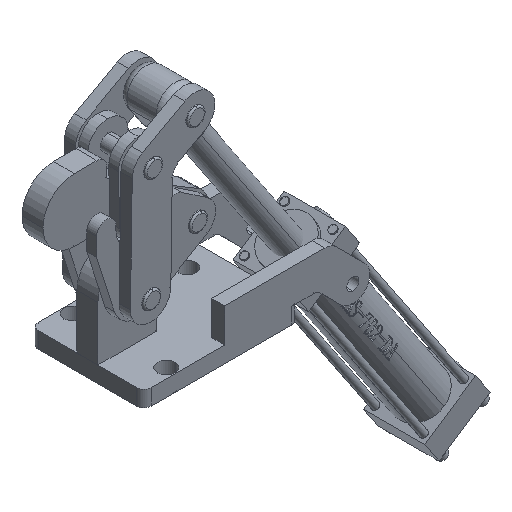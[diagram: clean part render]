
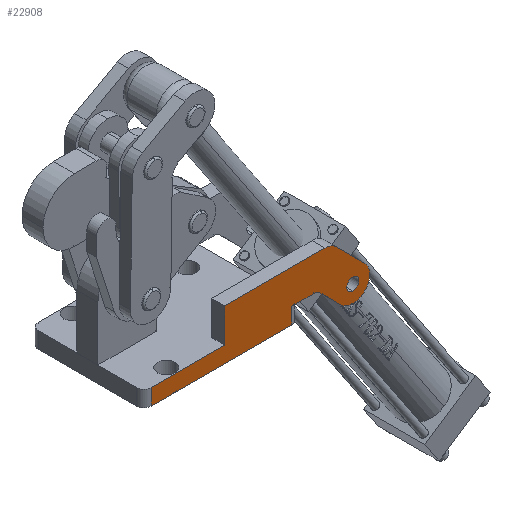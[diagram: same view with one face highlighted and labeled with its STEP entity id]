
A CAD part, isometric view. The second image highlights one B-rep face of the part: STEP entity #22908.
In plain terms, the highlighted planar face has unit normal (0, -1, 0).
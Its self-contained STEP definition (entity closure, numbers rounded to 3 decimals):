
#66 = AXIS2_PLACEMENT_3D ( 'NONE', #6591, #6597, #6598 ) ;
#192 = AXIS2_PLACEMENT_3D ( 'NONE', #16738, #16740, #16742 ) ;
#214 = AXIS2_PLACEMENT_3D ( 'NONE', #17011, #17013, #17015 ) ;
#216 = AXIS2_PLACEMENT_3D ( 'NONE', #17027, #17029, #17031 ) ;
#220 = AXIS2_PLACEMENT_3D ( 'NONE', #17100, #17102, #17103 ) ;
#221 = AXIS2_PLACEMENT_3D ( 'NONE', #17110, #17111, #17113 ) ;
#223 = AXIS2_PLACEMENT_3D ( 'NONE', #17134, #17136, #17138 ) ;
#6591 = CARTESIAN_POINT ( 'NONE',  ( -48., -35., 10. ) ) ;
#6592 = PLANE ( 'NONE',  #66 ) ;
#6597 = DIRECTION ( 'NONE',  ( 0., 1., 0. ) ) ;
#6598 = DIRECTION ( 'NONE',  ( 0., 0., 1. ) ) ;
#7296 = ORIENTED_EDGE ( 'NONE', *, *, #25802, .T. ) ;
#7297 = ORIENTED_EDGE ( 'NONE', *, *, #25800, .T. ) ;
#7298 = ORIENTED_EDGE ( 'NONE', *, *, #25797, .T. ) ;
#7401 = ORIENTED_EDGE ( 'NONE', *, *, #25734, .F. ) ;
#7672 = EDGE_LOOP ( 'NONE', ( #14295, #7401 ) ) ;
#7696 = EDGE_LOOP ( 'NONE', ( #7785, #7779, #7939, #7921, #8077, #8169, #14102, #14408, #7296, #7298, #7787, #9668, #7297 ) ) ;
#7779 = ORIENTED_EDGE ( 'NONE', *, *, #25792, .T. ) ;
#7785 = ORIENTED_EDGE ( 'NONE', *, *, #25741, .F. ) ;
#7787 = ORIENTED_EDGE ( 'NONE', *, *, #25798, .T. ) ;
#7921 = ORIENTED_EDGE ( 'NONE', *, *, #25793, .T. ) ;
#7939 = ORIENTED_EDGE ( 'NONE', *, *, #25714, .T. ) ;
#8077 = ORIENTED_EDGE ( 'NONE', *, *, #25794, .T. ) ;
#8169 = ORIENTED_EDGE ( 'NONE', *, *, #25796, .T. ) ;
#9668 = ORIENTED_EDGE ( 'NONE', *, *, #25799, .T. ) ;
#10800 = FACE_OUTER_BOUND ( 'NONE', #7696, .T. ) ;
#10806 = FACE_BOUND ( 'NONE', #7672, .T. ) ;
#11338 = CARTESIAN_POINT ( 'NONE',  ( 2., -35., 31. ) ) ;
#11354 = CARTESIAN_POINT ( 'NONE',  ( 43.5, -35., 0. ) ) ;
#11363 = CARTESIAN_POINT ( 'NONE',  ( 61.115, -35., 8.536 ) ) ;
#11369 = CARTESIAN_POINT ( 'NONE',  ( 71.278, -35., 28.071 ) ) ;
#11382 = CARTESIAN_POINT ( 'NONE',  ( 88.925, -35., 10.425 ) ) ;
#11401 = CARTESIAN_POINT ( 'NONE',  ( 2., -35., 10. ) ) ;
#11445 = CARTESIAN_POINT ( 'NONE',  ( -43.5, -35., 0. ) ) ;
#11449 = CARTESIAN_POINT ( 'NONE',  ( 81.5, -35., -7.5 ) ) ;
#11465 = CARTESIAN_POINT ( 'NONE',  ( 81.5, -35., 6.75 ) ) ;
#14102 = ORIENTED_EDGE ( 'NONE', *, *, #25795, .T. ) ;
#14295 = ORIENTED_EDGE ( 'NONE', *, *, #25781, .F. ) ;
#14408 = ORIENTED_EDGE ( 'NONE', *, *, #25783, .T. ) ;
#16212 = VERTEX_POINT ( 'NONE', #11338 ) ;
#16228 = VERTEX_POINT ( 'NONE', #11354 ) ;
#16239 = VERTEX_POINT ( 'NONE', #11363 ) ;
#16245 = VERTEX_POINT ( 'NONE', #11369 ) ;
#16258 = VERTEX_POINT ( 'NONE', #11382 ) ;
#16277 = VERTEX_POINT ( 'NONE', #11401 ) ;
#16321 = VERTEX_POINT ( 'NONE', #11445 ) ;
#16325 = VERTEX_POINT ( 'NONE', #11449 ) ;
#16341 = VERTEX_POINT ( 'NONE', #11465 ) ;
#16418 = CARTESIAN_POINT ( 'NONE',  ( 74.075, -35., -4.425 ) ) ;
#16419 = CARTESIAN_POINT ( 'NONE',  ( 81.5, -35., -0.75 ) ) ;
#16424 = CARTESIAN_POINT ( 'NONE',  ( 64.207, -35., 31. ) ) ;
#16425 = CARTESIAN_POINT ( 'NONE',  ( 57.58, -35., 10. ) ) ;
#16442 = CARTESIAN_POINT ( 'NONE',  ( 43.5, -35., 10. ) ) ;
#16449 = CARTESIAN_POINT ( 'NONE',  ( -43.5, -35., 10. ) ) ;
#16609 = CARTESIAN_POINT ( 'NONE',  ( -48., -35., 0. ) ) ;
#16619 = DIRECTION ( 'NONE',  ( 1., 0., 0. ) ) ;
#16738 = CARTESIAN_POINT ( 'NONE',  ( 81.5, -35., 3. ) ) ;
#16740 = DIRECTION ( 'NONE',  ( 0., -1., 0. ) ) ;
#16742 = DIRECTION ( 'NONE',  ( 0., 0., -1. ) ) ;
#16766 = CARTESIAN_POINT ( 'NONE',  ( -48., -35., 10. ) ) ;
#16778 = DIRECTION ( 'NONE',  ( 1., 0., 0. ) ) ;
#16812 = LINE ( 'NONE', #16609, #16820 ) ;
#16820 = VECTOR ( 'NONE', #16619, 1000. ) ;
#16862 = CIRCLE ( 'NONE', #192, 3.75 ) ;
#16882 = LINE ( 'NONE', #16766, #16890 ) ;
#16890 = VECTOR ( 'NONE', #16778, 1000. ) ;
#16992 = CIRCLE ( 'NONE', #214, 3.75 ) ;
#16995 = CIRCLE ( 'NONE', #216, 10.5 ) ;
#17011 = CARTESIAN_POINT ( 'NONE',  ( 81.5, -35., 3. ) ) ;
#17013 = DIRECTION ( 'NONE',  ( 0., -1., 0. ) ) ;
#17015 = DIRECTION ( 'NONE',  ( 0., 0., -1. ) ) ;
#17017 = LINE ( 'NONE', #17076, #17023 ) ;
#17021 = LINE ( 'NONE', #17081, #17028 ) ;
#17023 = VECTOR ( 'NONE', #17079, 1000. ) ;
#17025 = LINE ( 'NONE', #17085, #17032 ) ;
#17027 = CARTESIAN_POINT ( 'NONE',  ( 81.5, -35., 3. ) ) ;
#17028 = VECTOR ( 'NONE', #17083, 1000. ) ;
#17029 = DIRECTION ( 'NONE',  ( 0., -1., 0. ) ) ;
#17030 = LINE ( 'NONE', #17090, #17034 ) ;
#17031 = DIRECTION ( 'NONE',  ( 0., 0., 1. ) ) ;
#17032 = VECTOR ( 'NONE', #17088, 1000. ) ;
#17033 = CIRCLE ( 'NONE', #220, 5. ) ;
#17034 = VECTOR ( 'NONE', #17092, 1000. ) ;
#17036 = LINE ( 'NONE', #17061, #17040 ) ;
#17039 = CIRCLE ( 'NONE', #221, 10. ) ;
#17040 = VECTOR ( 'NONE', #17063, 1000. ) ;
#17042 = LINE ( 'NONE', #17095, #17045 ) ;
#17043 = LINE ( 'NONE', #17116, #17049 ) ;
#17045 = VECTOR ( 'NONE', #17098, 1000. ) ;
#17049 = VECTOR ( 'NONE', #17119, 1000. ) ;
#17050 = CIRCLE ( 'NONE', #223, 10.5 ) ;
#17061 = CARTESIAN_POINT ( 'NONE',  ( 71.278, -35., 28.071 ) ) ;
#17063 = DIRECTION ( 'NONE',  ( -0.707, 0., 0.707 ) ) ;
#17076 = CARTESIAN_POINT ( 'NONE',  ( -43.5, -35., 10. ) ) ;
#17079 = DIRECTION ( 'NONE',  ( 0., 0., -1. ) ) ;
#17081 = CARTESIAN_POINT ( 'NONE',  ( 43.5, -35., 10. ) ) ;
#17083 = DIRECTION ( 'NONE',  ( 0., 0., 1. ) ) ;
#17085 = CARTESIAN_POINT ( 'NONE',  ( 57.58, -35., 10. ) ) ;
#17088 = DIRECTION ( 'NONE',  ( 1., 0., 0. ) ) ;
#17090 = CARTESIAN_POINT ( 'NONE',  ( 74.075, -35., -4.425 ) ) ;
#17092 = DIRECTION ( 'NONE',  ( 0.707, 0., -0.707 ) ) ;
#17095 = CARTESIAN_POINT ( 'NONE',  ( 2., -35., 31. ) ) ;
#17098 = DIRECTION ( 'NONE',  ( -1., 0., 0. ) ) ;
#17100 = CARTESIAN_POINT ( 'NONE',  ( 57.58, -35., 5. ) ) ;
#17102 = DIRECTION ( 'NONE',  ( 0., 1., 0. ) ) ;
#17103 = DIRECTION ( 'NONE',  ( 0., 0., -1. ) ) ;
#17110 = CARTESIAN_POINT ( 'NONE',  ( 64.207, -35., 21. ) ) ;
#17111 = DIRECTION ( 'NONE',  ( 0., -1., 0. ) ) ;
#17113 = DIRECTION ( 'NONE',  ( 0., 0., 1. ) ) ;
#17116 = CARTESIAN_POINT ( 'NONE',  ( 2., -35., 10. ) ) ;
#17119 = DIRECTION ( 'NONE',  ( 0., 0., -1. ) ) ;
#17134 = CARTESIAN_POINT ( 'NONE',  ( 81.5, -35., 3. ) ) ;
#17136 = DIRECTION ( 'NONE',  ( 0., -1., 0. ) ) ;
#17138 = DIRECTION ( 'NONE',  ( 0., 0., 1. ) ) ;
#22908 = ADVANCED_FACE ( 'NONE', ( #10800, #10806 ), #6592, .F. ) ;
#24471 = VERTEX_POINT ( 'NONE', #16418 ) ;
#24473 = VERTEX_POINT ( 'NONE', #16419 ) ;
#24479 = VERTEX_POINT ( 'NONE', #16424 ) ;
#24480 = VERTEX_POINT ( 'NONE', #16425 ) ;
#24497 = VERTEX_POINT ( 'NONE', #16442 ) ;
#24504 = VERTEX_POINT ( 'NONE', #16449 ) ;
#25714 = EDGE_CURVE ( 'NONE', #16321, #16228, #16812, .T. ) ;
#25734 = EDGE_CURVE ( 'NONE', #16341, #24473, #16862, .T. ) ;
#25741 = EDGE_CURVE ( 'NONE', #24504, #16277, #16882, .T. ) ;
#25781 = EDGE_CURVE ( 'NONE', #24473, #16341, #16992, .T. ) ;
#25783 = EDGE_CURVE ( 'NONE', #24471, #16325, #16995, .T. ) ;
#25792 = EDGE_CURVE ( 'NONE', #24504, #16321, #17017, .T. ) ;
#25793 = EDGE_CURVE ( 'NONE', #16228, #24497, #17021, .T. ) ;
#25794 = EDGE_CURVE ( 'NONE', #24497, #24480, #17025, .T. ) ;
#25795 = EDGE_CURVE ( 'NONE', #16239, #24471, #17030, .T. ) ;
#25796 = EDGE_CURVE ( 'NONE', #24480, #16239, #17033, .T. ) ;
#25797 = EDGE_CURVE ( 'NONE', #16258, #16245, #17036, .T. ) ;
#25798 = EDGE_CURVE ( 'NONE', #16245, #24479, #17039, .T. ) ;
#25799 = EDGE_CURVE ( 'NONE', #24479, #16212, #17042, .T. ) ;
#25800 = EDGE_CURVE ( 'NONE', #16212, #16277, #17043, .T. ) ;
#25802 = EDGE_CURVE ( 'NONE', #16325, #16258, #17050, .T. ) ;
